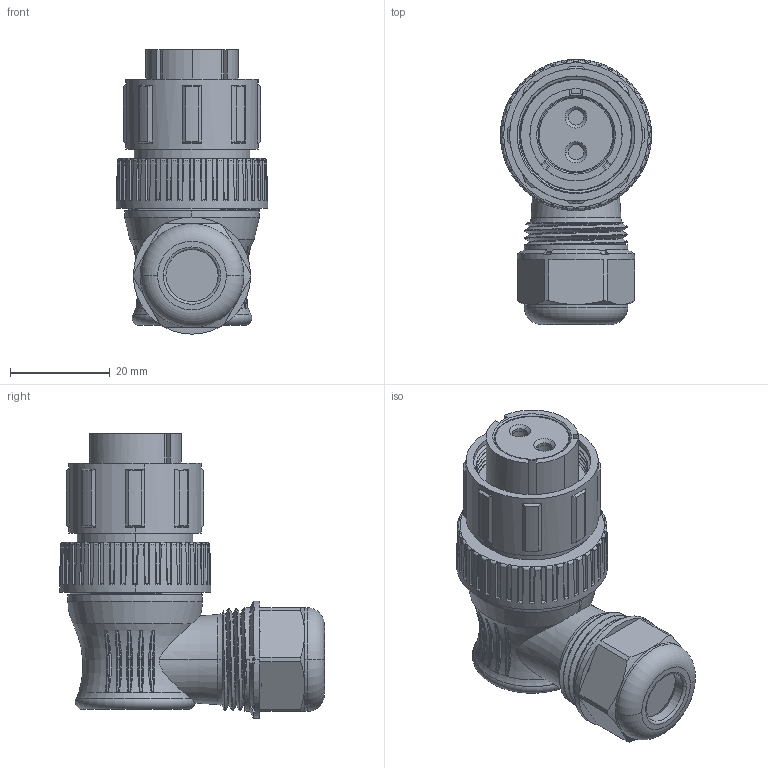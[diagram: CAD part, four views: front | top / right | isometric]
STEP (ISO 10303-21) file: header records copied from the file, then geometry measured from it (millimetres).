
FILE_DESCRIPTION((''),'2;1');
FILE_NAME('PRT0006','2018-07-07T',('Administrator'),(''),'PRO/ENGINEER BY PARAMETRIC TECHNOLOGY CORPORATION, 2015240','PRO/ENGINEER BY PARAMETRIC TECHNOLOGY CORPORATION, 2015240','');
FILE_SCHEMA(('CONFIG_CONTROL_DESIGN'));
Length unit declared in the file: millimetre
Products named in the file (1): PRT0006
Bounding box: 30.35 x 53.17 x 57.05 mm (x, y, z)
Volume: 32841.8 mm3; surface area: 15718 mm2
Topology: 1 solids, 3 shells, 713 faces, 2115 edges, 1395 vertices
Faces by surface type: plane 235, cone 206, cylinder 193, torus 56, bspline 23
Entity records: 33426 total; most frequent: CARTESIAN_POINT 15483, ORIENTED_EDGE 4230, DIRECTION 3223, EDGE_CURVE 2115, VERTEX_POINT 1395, AXIS2_PLACEMENT_3D 1332, B_SPLINE_CURVE_WITH_KNOTS 914, EDGE_LOOP 750
